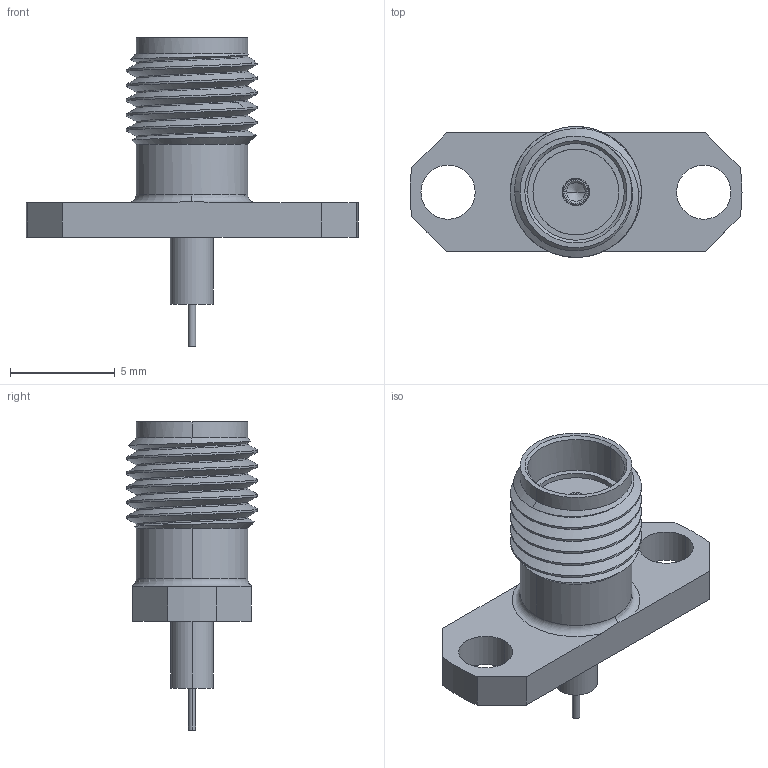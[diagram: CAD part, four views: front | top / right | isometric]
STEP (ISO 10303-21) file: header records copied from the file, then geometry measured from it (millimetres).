
FILE_DESCRIPTION (( 'STEP AP214' ), '1' );
FILE_NAME ('User Library-SMA Female 2 hole panel mount Flange jack.STEP', '2020-09-30T08:04:02', ( '' ), ( '' ), 'SwSTEP 2.0', 'SolidWorks 2020', '' );
FILE_SCHEMA (( 'AUTOMOTIVE_DESIGN' ));
Length unit declared in the file: millimetre
Products named in the file (1): User Library-SMA Female 2 hole panel mount Flange jack
Bounding box: 15.87 x 6.26 x 14.72 mm (x, y, z)
Volume: 286.4 mm3; surface area: 517.4 mm2
Topology: 1 solids, 1 shells, 75 faces, 210 edges, 141 vertices
Faces by surface type: cylinder 32, cone 20, plane 15, bspline 6, torus 2
Entity records: 4264 total; most frequent: CARTESIAN_POINT 2408, ORIENTED_EDGE 416, DIRECTION 298, EDGE_CURVE 208, VERTEX_POINT 141, AXIS2_PLACEMENT_3D 115, B_SPLINE_CURVE_WITH_KNOTS 95, EDGE_LOOP 85
